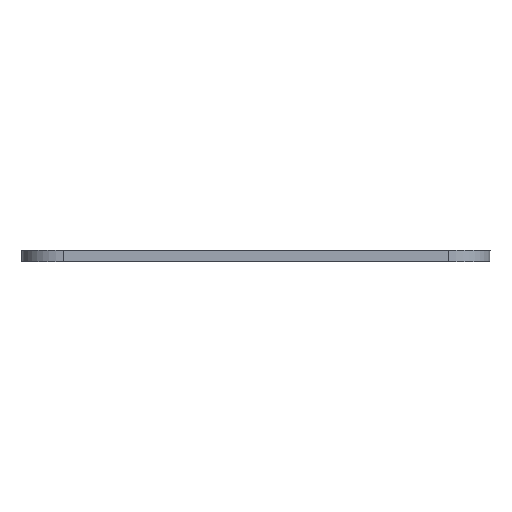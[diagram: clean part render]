
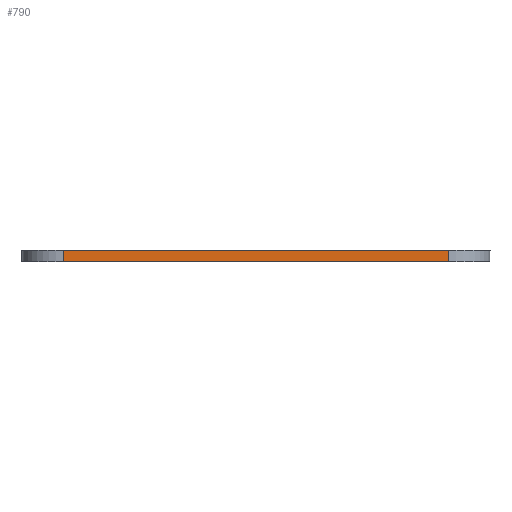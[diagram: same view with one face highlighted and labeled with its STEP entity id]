
A CAD part, left-side view. The second image highlights one B-rep face of the part: STEP entity #790.
In plain terms, the highlighted planar face has unit normal (-1, 0, 0).
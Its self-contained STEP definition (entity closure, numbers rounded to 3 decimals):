
#104=PLANE('',#866);
#126=FACE_OUTER_BOUND('',#178,.T.);
#178=EDGE_LOOP('',(#615,#616,#617,#618));
#226=LINE('',#1180,#294);
#242=LINE('',#1259,#310);
#247=LINE('',#1288,#315);
#248=LINE('',#1290,#316);
#294=VECTOR('',#926,10.);
#310=VECTOR('',#988,10.);
#315=VECTOR('',#1001,10.);
#316=VECTOR('',#1004,10.);
#368=VERTEX_POINT('',#1177);
#369=VERTEX_POINT('',#1179);
#404=VERTEX_POINT('',#1257);
#408=VERTEX_POINT('',#1284);
#445=EDGE_CURVE('',#369,#368,#226,.T.);
#483=EDGE_CURVE('',#404,#368,#242,.T.);
#491=EDGE_CURVE('',#369,#408,#247,.T.);
#492=EDGE_CURVE('',#408,#404,#248,.T.);
#615=ORIENTED_EDGE('',*,*,#483,.F.);
#616=ORIENTED_EDGE('',*,*,#492,.F.);
#617=ORIENTED_EDGE('',*,*,#491,.F.);
#618=ORIENTED_EDGE('',*,*,#445,.T.);
#790=ADVANCED_FACE('',(#126),#104,.T.);
#866=AXIS2_PLACEMENT_3D('',#1289,#1002,#1003);
#926=DIRECTION('',(0.,1.,0.));
#988=DIRECTION('',(0.,0.,1.));
#1001=DIRECTION('',(0.,0.,-1.));
#1002=DIRECTION('center_axis',(-1.,0.,0.));
#1003=DIRECTION('ref_axis',(0.,1.,0.));
#1004=DIRECTION('',(0.,1.,0.));
#1177=CARTESIAN_POINT('',(-164.409,48.172,3.));
#1179=CARTESIAN_POINT('',(-164.409,-50.128,3.));
#1180=CARTESIAN_POINT('',(-164.409,-30.053,3.));
#1257=CARTESIAN_POINT('',(-164.409,48.172,0.));
#1259=CARTESIAN_POINT('',(-164.409,48.172,3.1));
#1284=CARTESIAN_POINT('',(-164.409,-50.128,0.));
#1288=CARTESIAN_POINT('',(-164.409,-50.128,3.1));
#1289=CARTESIAN_POINT('Origin',(-164.409,-59.128,3.1));
#1290=CARTESIAN_POINT('',(-164.409,-30.053,0.));
